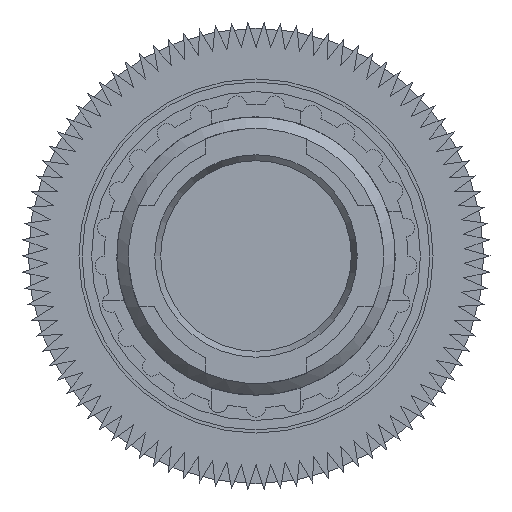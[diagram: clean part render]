
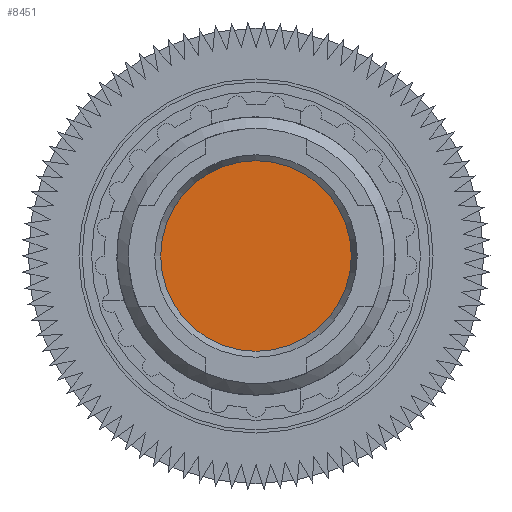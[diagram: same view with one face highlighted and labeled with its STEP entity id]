
A CAD part, front view. The second image highlights one B-rep face of the part: STEP entity #8451.
In plain terms, the highlighted planar face has unit normal (0, -1, 0).
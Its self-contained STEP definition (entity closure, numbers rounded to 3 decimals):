
#3311=ORIENTED_EDGE('',*,*,#4210,.T.);
#4210=EDGE_CURVE('',#4810,#4810,#4984,.T.);
#4810=VERTEX_POINT('',#12501);
#4984=CIRCLE('',#8955,7.534);
#5321=EDGE_LOOP('',(#3311));
#5661=FACE_BOUND('',#5321,.T.);
#5908=PLANE('',#8954);
#8451=ADVANCED_FACE('',(#5661),#5908,.T.);
#8954=AXIS2_PLACEMENT_3D('',#12499,#10657,#10658);
#8955=AXIS2_PLACEMENT_3D('',#12500,#10659,#10660);
#10657=DIRECTION('',(0.,-1.,0.));
#10658=DIRECTION('',(0.,0.,-1.));
#10659=DIRECTION('',(0.,-1.,0.));
#10660=DIRECTION('',(0.,0.,-1.));
#12499=CARTESIAN_POINT('',(0.,7.,0.));
#12500=CARTESIAN_POINT('',(0.,7.,0.));
#12501=CARTESIAN_POINT('',(0.,7.,-7.534));
